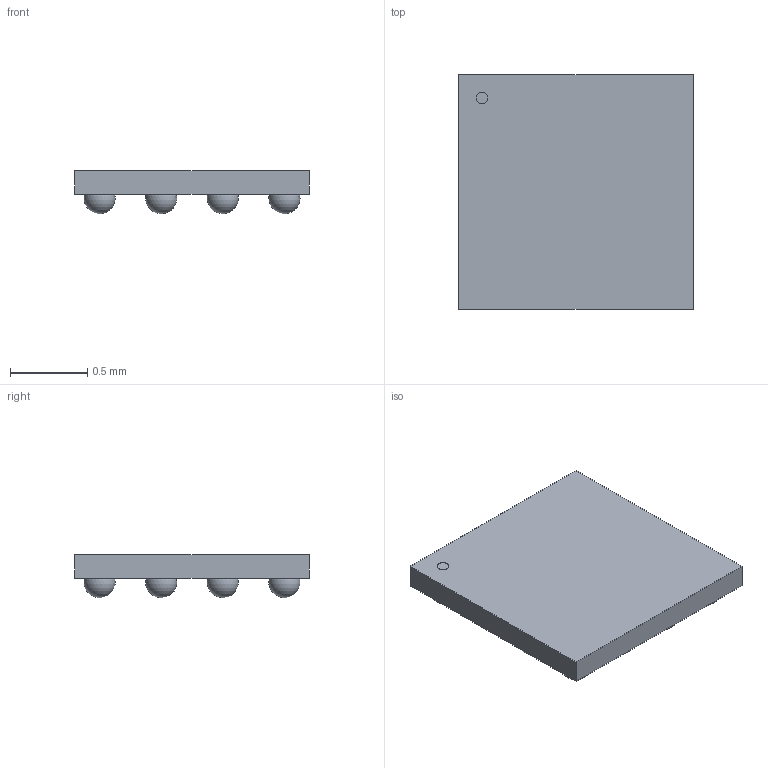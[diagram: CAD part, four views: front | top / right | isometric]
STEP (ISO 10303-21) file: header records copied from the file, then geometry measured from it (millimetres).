
FILE_DESCRIPTION(/* description */ ('STEP AP214'),/* implementation_level */ '2;1');
FILE_NAME(/* name */ 'YBJ0016.step',/* time_stamp */ '2025-10-19T13:53:57+02:00',/* author */ (''),/* organization */ (''),/* preprocessor_version */ 'ST-DEVELOPER v20.1',/* originating_system */ 'Autodesk Translation Framework v14.17.0.0',/* authorisation */ '');
FILE_SCHEMA (('AUTOMOTIVE_DESIGN { 1 0 10303 214 3 1 1 }'));
Length unit declared in the file: millimetre
Products named in the file (1): product
Bounding box: 1.52 x 1.52 x 0.28 mm (x, y, z)
Volume: 0.4 mm3; surface area: 7.7 mm2
Topology: 18 solids, 18 shells, 25 faces, 63 edges, 42 vertices
Faces by surface type: sphere 16, plane 8, cylinder 1
Full cylindrical faces by diameter (mm): 0.076 x1
Entity records: 657 total; most frequent: DIRECTION 101, CARTESIAN_POINT 99, ORIENTED_EDGE 62, AXIS2_PLACEMENT_3D 44, STYLED_ITEM 43, VERTEX_POINT 42, EDGE_CURVE 31, FACE_OUTER_BOUND 25
